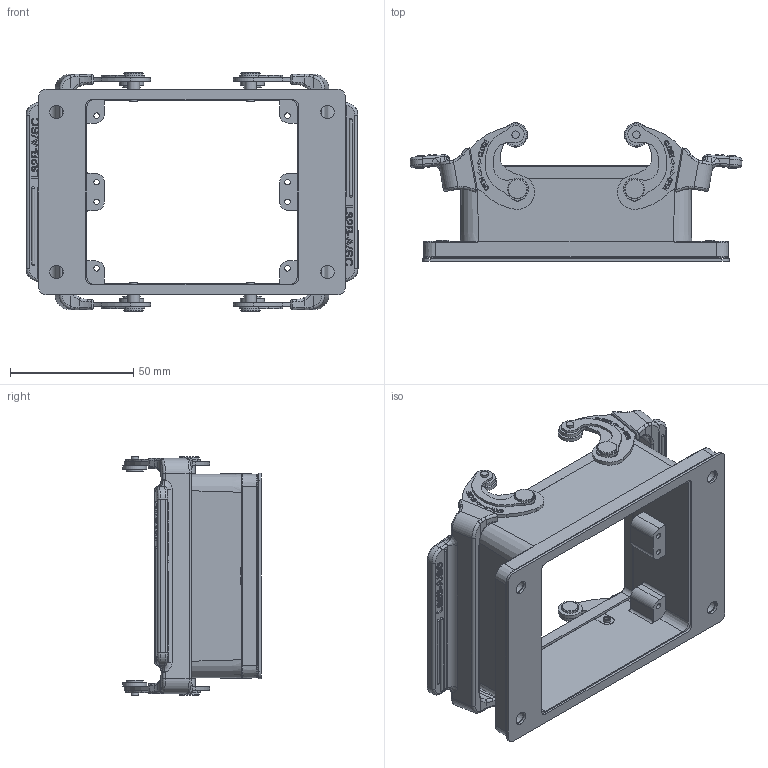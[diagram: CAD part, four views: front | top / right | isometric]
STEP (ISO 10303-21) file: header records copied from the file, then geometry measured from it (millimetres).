
FILE_DESCRIPTION(/* description */ (''),/* implementation_level */ '2;1');
FILE_NAME(/* name */ '3D_1240323411001_HV32B-BK-2L_SC_V1.1.stp',/* time_stamp */ '2024-02-02T17:55:51+08:00',/* author */ (''),/* organization */ (''),/* preprocessor_version */ 'ST-DEVELOPER v18.1',/* originating_system */ 'SIEMENS PLM Software NX 1980',/* authorisation */ '');
FILE_SCHEMA (('AP203_CONFIGURATION_CONTROLLED_3D_DESIGN_OF_MECHANICAL_PARTS_AND_ASSEMBLIES_MIM_LF { 1 0 10303 403 2 1 2}'));
Products named in the file (1): _model3
Bounding box: 134.82 x 56.21 x 97 mm (x, y, z)
Volume: 99038.4 mm3; surface area: 64938.6 mm2
Topology: 1 solids, 1 shells, 1594 faces, 4191 edges, 2718 vertices
Faces by surface type: plane 746, cylinder 530, torus 92, cone 72, extrusion 64, bspline 62, sphere 28
Full cylindrical faces by diameter (mm): 1.9 x4, 2.96 x4, 3 x4, 4.8 x4, 4.9 x4, 5 x8, 5.5 x4, 7 x4, 8 x4, 9.8 x4
Entity records: 70304 total; most frequent: CARTESIAN_POINT 20278, ORIENTED_EDGE 8098, DIRECTION 7902, EDGE_CURVE 4049, AXIS2_PLACEMENT_3D 2869, VERTEX_POINT 2682, VECTOR 2164, LINE 2100
